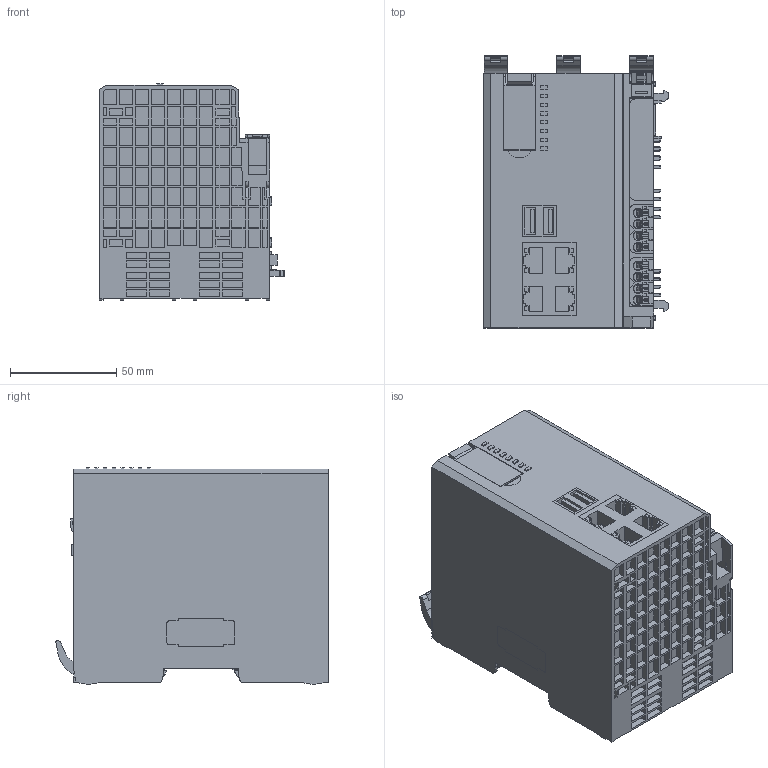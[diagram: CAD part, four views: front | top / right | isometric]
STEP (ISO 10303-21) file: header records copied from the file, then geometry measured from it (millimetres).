
FILE_DESCRIPTION(('CATIA V5 STEP Exchange','CAx-IF Rec.Pracs.--- Model Styling and Organization---1.4--- 2014-01-23'),'2;1');
FILE_NAME ('D1588055_0', '2023-08-31T09:28:48+00:00', ('none'), ('Weidmueller'), 'CATIA Version 5-6 Release 2016 SP3 HF44', 'CATIA V5 STEP AP214', 'none');
FILE_SCHEMA(('AUTOMOTIVE_DESIGN { 1 0 10303 214 1 1 1 1 }'));
Products named in the file (1): S3D_UC20_M4000
Bounding box: 87 x 127.88 x 101.7 mm (x, y, z)
Volume: 863280.6 mm3; surface area: 109184.2 mm2
Topology: 119 solids, 119 shells, 3584 faces, 9302 edges, 6218 vertices
Faces by surface type: plane 3187, cylinder 366, extrusion 30, sphere 1
Entity records: 106013 total; most frequent: CARTESIAN_POINT 21207, ORIENTED_EDGE 18604, DIRECTION 13001, EDGE_CURVE 9302, VECTOR 7913, LINE 7883, VERTEX_POINT 6218, EDGE_LOOP 3856
